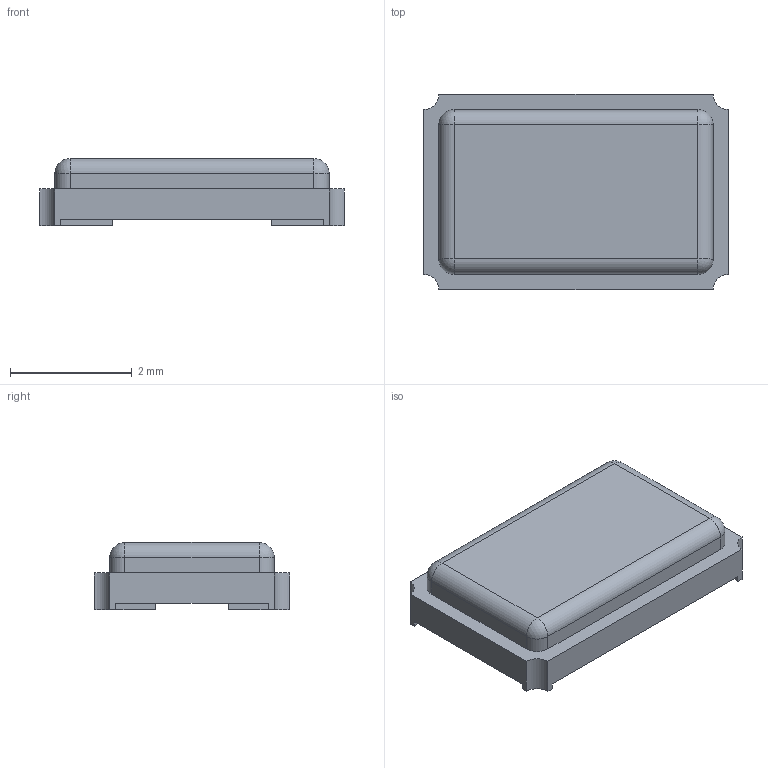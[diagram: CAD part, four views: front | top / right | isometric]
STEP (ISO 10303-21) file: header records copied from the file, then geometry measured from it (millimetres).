
FILE_DESCRIPTION(/* description */ (''),/* implementation_level */ '2;1');
FILE_NAME(/* name */ 'SFPX-104.stp',/* time_stamp */ '2019-10-09T17:24:49+05:00',/* author */ ('Aleksandr'),/* organization */ (''),/* preprocessor_version */ 'ST-DEVELOPER v18',/* originating_system */ 'Autodesk Inventor 2020',/* authorisation */ '');
FILE_SCHEMA (('AUTOMOTIVE_DESIGN { 1 0 10303 214 3 1 1 }'));
Length unit declared in the file: millimetre
Products named in the file (1): SFPX-104
Bounding box: 5 x 3.2 x 1.1 mm (x, y, z)
Volume: 14.2 mm3; surface area: 46.8 mm2
Topology: 1 solids, 1 shells, 56 faces, 147 edges, 94 vertices
Faces by surface type: plane 32, cylinder 20, sphere 4
Entity records: 1837 total; most frequent: DIRECTION 301, CARTESIAN_POINT 298, ORIENTED_EDGE 294, EDGE_CURVE 147, LINE 107, VECTOR 107, AXIS2_PLACEMENT_3D 97, VERTEX_POINT 94
